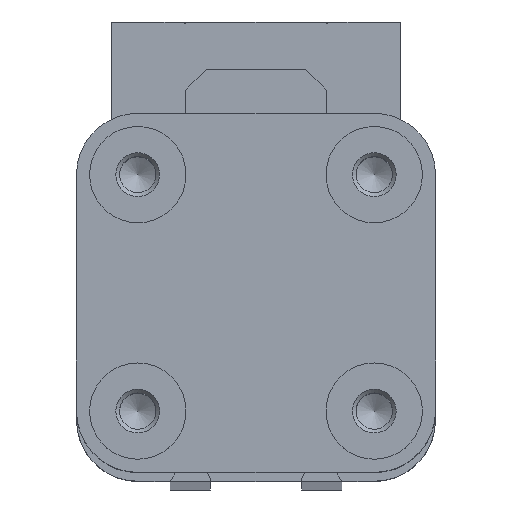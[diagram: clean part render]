
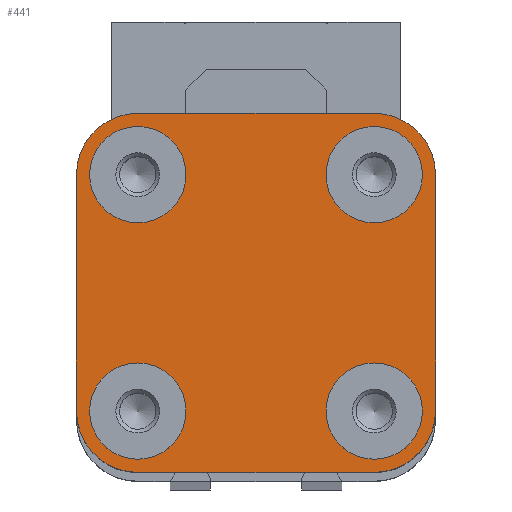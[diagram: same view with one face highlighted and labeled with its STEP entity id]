
A CAD part, top view. The second image highlights one B-rep face of the part: STEP entity #441.
In plain terms, the highlighted planar face has unit normal (0, 0, 1).
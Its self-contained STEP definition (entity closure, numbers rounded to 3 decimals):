
#441 = ADVANCED_FACE( '', ( #995, #996, #997, #998, #999 ), #1000, .T. );
#995 = FACE_BOUND( '', #1726, .T. );
#996 = FACE_BOUND( '', #1727, .T. );
#997 = FACE_BOUND( '', #1728, .T. );
#998 = FACE_BOUND( '', #1729, .T. );
#999 = FACE_OUTER_BOUND( '', #1730, .T. );
#1000 = PLANE( '', #1731 );
#1726 = EDGE_LOOP( '', ( #2804 ) );
#1727 = EDGE_LOOP( '', ( #2805 ) );
#1728 = EDGE_LOOP( '', ( #2806 ) );
#1729 = EDGE_LOOP( '', ( #2807 ) );
#1730 = EDGE_LOOP( '', ( #2808, #2809, #2810, #2811, #2812, #2813, #2814, #2815 ) );
#1731 = AXIS2_PLACEMENT_3D( '', #2816, #2817, #2818 );
#2804 = ORIENTED_EDGE( '', *, *, #4385, .T. );
#2805 = ORIENTED_EDGE( '', *, *, #4373, .T. );
#2806 = ORIENTED_EDGE( '', *, *, #4386, .T. );
#2807 = ORIENTED_EDGE( '', *, *, #4252, .T. );
#2808 = ORIENTED_EDGE( '', *, *, #4387, .T. );
#2809 = ORIENTED_EDGE( '', *, *, #4388, .T. );
#2810 = ORIENTED_EDGE( '', *, *, #4123, .T. );
#2811 = ORIENTED_EDGE( '', *, *, #4389, .T. );
#2812 = ORIENTED_EDGE( '', *, *, #4390, .T. );
#2813 = ORIENTED_EDGE( '', *, *, #4391, .T. );
#2814 = ORIENTED_EDGE( '', *, *, #4392, .T. );
#2815 = ORIENTED_EDGE( '', *, *, #4393, .T. );
#2816 = CARTESIAN_POINT( '', ( -13.5, -13.5, 300. ) );
#2817 = DIRECTION( '', ( 0., 0., 1. ) );
#2818 = DIRECTION( '', ( 1., 0., 0. ) );
#4123 = EDGE_CURVE( '', #4876, #4874, #4877, .T. );
#4252 = EDGE_CURVE( '', #5093, #5093, #5094, .F. );
#4373 = EDGE_CURVE( '', #5292, #5292, #5293, .F. );
#4385 = EDGE_CURVE( '', #5308, #5308, #5309, .F. );
#4386 = EDGE_CURVE( '', #5310, #5310, #5311, .F. );
#4387 = EDGE_CURVE( '', #5312, #5313, #5314, .T. );
#4388 = EDGE_CURVE( '', #5313, #4876, #5315, .T. );
#4389 = EDGE_CURVE( '', #4874, #5316, #5317, .T. );
#4390 = EDGE_CURVE( '', #5316, #5318, #5319, .T. );
#4391 = EDGE_CURVE( '', #5318, #5320, #5321, .T. );
#4392 = EDGE_CURVE( '', #5320, #5322, #5323, .T. );
#4393 = EDGE_CURVE( '', #5322, #5312, #5324, .T. );
#4874 = VERTEX_POINT( '', #5937 );
#4876 = VERTEX_POINT( '', #5940 );
#4877 = LINE( '', #5941, #5942 );
#5093 = VERTEX_POINT( '', #6243 );
#5094 = CIRCLE( '', #6244, 5.5 );
#5292 = VERTEX_POINT( '', #6523 );
#5293 = CIRCLE( '', #6524, 5.5 );
#5308 = VERTEX_POINT( '', #6540 );
#5309 = CIRCLE( '', #6541, 5.5 );
#5310 = VERTEX_POINT( '', #6542 );
#5311 = CIRCLE( '', #6543, 5.5 );
#5312 = VERTEX_POINT( '', #6544 );
#5313 = VERTEX_POINT( '', #6545 );
#5314 = LINE( '', #6546, #6547 );
#5315 = CIRCLE( '', #6548, 7. );
#5316 = VERTEX_POINT( '', #6549 );
#5317 = CIRCLE( '', #6550, 7. );
#5318 = VERTEX_POINT( '', #6551 );
#5319 = LINE( '', #6552, #6553 );
#5320 = VERTEX_POINT( '', #6554 );
#5321 = CIRCLE( '', #6555, 7. );
#5322 = VERTEX_POINT( '', #6556 );
#5323 = LINE( '', #6557, #6558 );
#5324 = CIRCLE( '', #6559, 7. );
#5937 = CARTESIAN_POINT( '', ( 13.5, -20.5, 300. ) );
#5940 = CARTESIAN_POINT( '', ( -13.5, -20.5, 300. ) );
#5941 = CARTESIAN_POINT( '', ( -13.5, -20.5, 300. ) );
#5942 = VECTOR( '', #7265, 1000. );
#6243 = CARTESIAN_POINT( '', ( -8., 13.5, 300. ) );
#6244 = AXIS2_PLACEMENT_3D( '', #7393, #7394, #7395 );
#6523 = CARTESIAN_POINT( '', ( -8., -13.5, 300. ) );
#6524 = AXIS2_PLACEMENT_3D( '', #7543, #7544, #7545 );
#6540 = CARTESIAN_POINT( '', ( 19., -13.5, 300. ) );
#6541 = AXIS2_PLACEMENT_3D( '', #7559, #7560, #7561 );
#6542 = CARTESIAN_POINT( '', ( 19., 13.5, 300. ) );
#6543 = AXIS2_PLACEMENT_3D( '', #7562, #7563, #7564 );
#6544 = CARTESIAN_POINT( '', ( -20.5, 13.5, 300. ) );
#6545 = CARTESIAN_POINT( '', ( -20.5, -13.5, 300. ) );
#6546 = CARTESIAN_POINT( '', ( -20.5, 13.5, 300. ) );
#6547 = VECTOR( '', #7565, 1000. );
#6548 = AXIS2_PLACEMENT_3D( '', #7566, #7567, #7568 );
#6549 = CARTESIAN_POINT( '', ( 20.5, -13.5, 300. ) );
#6550 = AXIS2_PLACEMENT_3D( '', #7569, #7570, #7571 );
#6551 = CARTESIAN_POINT( '', ( 20.5, 13.5, 300. ) );
#6552 = CARTESIAN_POINT( '', ( 20.5, -13.5, 300. ) );
#6553 = VECTOR( '', #7572, 1000. );
#6554 = CARTESIAN_POINT( '', ( 13.5, 20.5, 300. ) );
#6555 = AXIS2_PLACEMENT_3D( '', #7573, #7574, #7575 );
#6556 = CARTESIAN_POINT( '', ( -13.5, 20.5, 300. ) );
#6557 = CARTESIAN_POINT( '', ( 13.5, 20.5, 300. ) );
#6558 = VECTOR( '', #7576, 1000. );
#6559 = AXIS2_PLACEMENT_3D( '', #7577, #7578, #7579 );
#7265 = DIRECTION( '', ( 1., 0., 0. ) );
#7393 = CARTESIAN_POINT( '', ( -13.5, 13.5, 300. ) );
#7394 = DIRECTION( '', ( 0., 0., 1. ) );
#7395 = DIRECTION( '', ( 1., 0., 0. ) );
#7543 = CARTESIAN_POINT( '', ( -13.5, -13.5, 300. ) );
#7544 = DIRECTION( '', ( 0., 0., 1. ) );
#7545 = DIRECTION( '', ( 1., 0., 0. ) );
#7559 = CARTESIAN_POINT( '', ( 13.5, -13.5, 300. ) );
#7560 = DIRECTION( '', ( 0., 0., 1. ) );
#7561 = DIRECTION( '', ( 1., 0., 0. ) );
#7562 = CARTESIAN_POINT( '', ( 13.5, 13.5, 300. ) );
#7563 = DIRECTION( '', ( 0., 0., 1. ) );
#7564 = DIRECTION( '', ( 1., 0., 0. ) );
#7565 = DIRECTION( '', ( 0., -1., 0. ) );
#7566 = CARTESIAN_POINT( '', ( -13.5, -13.5, 300. ) );
#7567 = DIRECTION( '', ( 0., 0., 1. ) );
#7568 = DIRECTION( '', ( 1., 0., 0. ) );
#7569 = CARTESIAN_POINT( '', ( 13.5, -13.5, 300. ) );
#7570 = DIRECTION( '', ( 0., 0., 1. ) );
#7571 = DIRECTION( '', ( 1., 0., 0. ) );
#7572 = DIRECTION( '', ( 0., 1., 0. ) );
#7573 = CARTESIAN_POINT( '', ( 13.5, 13.5, 300. ) );
#7574 = DIRECTION( '', ( 0., 0., 1. ) );
#7575 = DIRECTION( '', ( 1., 0., 0. ) );
#7576 = DIRECTION( '', ( -1., 0., 0. ) );
#7577 = CARTESIAN_POINT( '', ( -13.5, 13.5, 300. ) );
#7578 = DIRECTION( '', ( 0., 0., 1. ) );
#7579 = DIRECTION( '', ( 1., 0., 0. ) );
